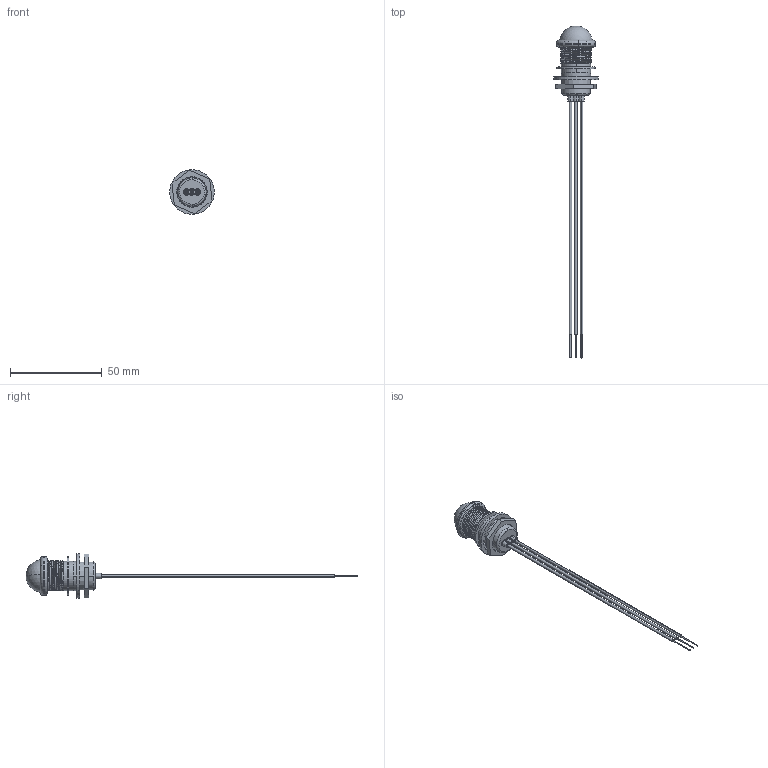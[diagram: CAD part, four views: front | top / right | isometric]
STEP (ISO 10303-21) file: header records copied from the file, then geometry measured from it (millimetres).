
FILE_DESCRIPTION (( 'STEP AP203' ), '1' );
FILE_NAME ('PML50S.STEP', '2019-01-09T21:33:52', ( '' ), ( '' ), 'SwSTEP 2.0', 'SolidWorks 2018', '' );
FILE_SCHEMA (( 'CONFIG_CONTROL_DESIGN' ));
Length unit declared in the file: inch
Products named in the file (9): pml50 epdm washer; R9-134-6 Optical Lens; PML50S; lock washer; pml50, ring, concept only; PML50 .350 full dome and diffuser; R9-134-1Housing; pml50 nut; pml50 wire
Assembly tree (10 placements, depth 2):
  PML50S
    R9-134-1Housing
    R9-134-6 Optical Lens
    pml50, ring, concept only
    PML50 .350 full dome and diffuser
    lock washer
    pml50 nut
    pml50 wire  x3
    pml50 epdm washer
Bounding box: 24.28 x 180.8 x 24.28 mm (x, y, z)
Volume: 5399 mm3; surface area: 10377.8 mm2
Topology: 11 solids, 11 shells, 304 faces, 766 edges, 485 vertices
Faces by surface type: plane 100, cylinder 79, bspline 60, cone 37, torus 20, sphere 8
Entity records: 25910 total; most frequent: CARTESIAN_POINT 18253, ORIENTED_EDGE 1448, DIRECTION 1370, EDGE_CURVE 724, AXIS2_PLACEMENT_3D 564, VERTEX_POINT 463, CIRCLE 321, EDGE_LOOP 315
